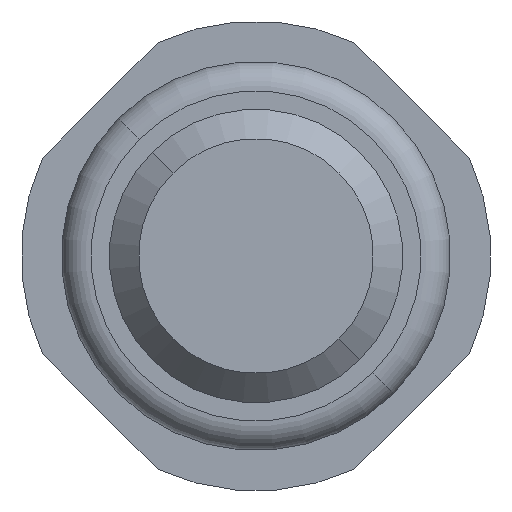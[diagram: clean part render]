
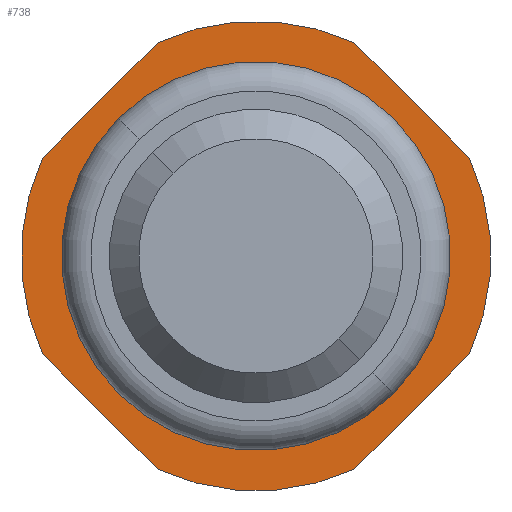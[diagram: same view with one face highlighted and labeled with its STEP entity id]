
A CAD part, front view. The second image highlights one B-rep face of the part: STEP entity #738.
In plain terms, the highlighted planar face has unit normal (0, -1, 0).
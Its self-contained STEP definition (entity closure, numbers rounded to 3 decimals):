
#155 = DIRECTION ( 'NONE',  ( 0., 1., 0. ) ) ;
#302 = CARTESIAN_POINT ( 'NONE',  ( 0., -2., 0. ) ) ;
#329 = DIRECTION ( 'NONE',  ( 0., 1., 0. ) ) ;
#472 = DIRECTION ( 'NONE',  ( 0., 1., 0. ) ) ;
#556 = CARTESIAN_POINT ( 'NONE',  ( 2.192, -2., 0.071 ) ) ;
#587 = DIRECTION ( 'NONE',  ( 0., 1., 0. ) ) ;
#618 = DIRECTION ( 'NONE',  ( -0.707, 0., 0.707 ) ) ;
#702 = CARTESIAN_POINT ( 'NONE',  ( 0.667, -2., -1.454 ) ) ;
#738 = ADVANCED_FACE ( 'Defeature ausgef�hrt3_8', ( #3537, #2042 ), #3666, .F. ) ;
#878 = CARTESIAN_POINT ( 'NONE',  ( 0., -2., 0. ) ) ;
#1113 = ORIENTED_EDGE ( 'NONE', *, *, #3575, .F. ) ;
#1146 = ORIENTED_EDGE ( 'NONE', *, *, #3091, .F. ) ;
#1186 = VECTOR ( 'NONE', #4125, 1000. ) ;
#1195 = DIRECTION ( 'NONE',  ( 0.707, 0., -0.707 ) ) ;
#1286 = VERTEX_POINT ( 'NONE', #2066 ) ;
#1294 = CARTESIAN_POINT ( 'NONE',  ( 0.071, -2., 2.192 ) ) ;
#1302 = CIRCLE ( 'NONE', #2899, 1.6 ) ;
#1330 = DIRECTION ( 'NONE',  ( -0.707, 0., 0.707 ) ) ;
#1412 = CARTESIAN_POINT ( 'NONE',  ( 0.667, -2., 1.454 ) ) ;
#1526 = CARTESIAN_POINT ( 'NONE',  ( -1.454, -2., 0.667 ) ) ;
#1573 = AXIS2_PLACEMENT_3D ( 'NONE', #3340, #472, #2290 ) ;
#1606 = VERTEX_POINT ( 'NONE', #2749 ) ;
#1643 = CARTESIAN_POINT ( 'NONE',  ( -1.061, -2., -1.061 ) ) ;
#1648 = EDGE_CURVE ( 'Defeature ausgef�hrt3_8+Defeature ausgef�hrt3_10+Defeature ausgef�hrt3_10+Defeature ausgef�hrt3_10', #2581, #4387, #4265, .T. ) ;
#1692 = LINE ( 'NONE', #1294, #4600 ) ;
#1939 = VERTEX_POINT ( 'NONE', #2619 ) ;
#1954 = VERTEX_POINT ( 'NONE', #4292 ) ;
#1956 = EDGE_CURVE ( 'Defeature ausgef�hrt3_6+Defeature ausgef�hrt3_8+Defeature ausgef�hrt3_13+Defeature ausgef�hrt3_14', #1606, #4555, #1302, .T. ) ;
#1987 = DIRECTION ( 'NONE',  ( 0.707, 0., 0.707 ) ) ;
#2042 = FACE_OUTER_BOUND ( 'NONE', #3401, .T. ) ;
#2047 = AXIS2_PLACEMENT_3D ( 'NONE', #2560, #3960, #3992 ) ;
#2066 = CARTESIAN_POINT ( 'NONE',  ( -0.667, -2., -1.454 ) ) ;
#2133 = ORIENTED_EDGE ( 'NONE', *, *, #4502, .F. ) ;
#2146 = CARTESIAN_POINT ( 'NONE',  ( 1.454, -2., -0.667 ) ) ;
#2181 = VERTEX_POINT ( 'NONE', #1412 ) ;
#2210 = DIRECTION ( 'NONE',  ( 0., 1., 0. ) ) ;
#2223 = AXIS2_PLACEMENT_3D ( 'NONE', #3403, #155, #2683 ) ;
#2234 = VERTEX_POINT ( 'NONE', #2146 ) ;
#2290 = DIRECTION ( 'NONE',  ( -0.707, 0., 0.707 ) ) ;
#2409 = EDGE_CURVE ( 'Defeature ausgef�hrt3_13+Defeature ausgef�hrt3_8+Defeature ausgef�hrt3_7+Defeature ausgef�hrt3_6', #1286, #1606, #2762, .T. ) ;
#2436 = AXIS2_PLACEMENT_3D ( 'NONE', #3085, #587, #618 ) ;
#2473 = CARTESIAN_POINT ( 'NONE',  ( -0.937, -2., 0.937 ) ) ;
#2538 = LINE ( 'NONE', #556, #1186 ) ;
#2560 = CARTESIAN_POINT ( 'NONE',  ( 0., -2., 0. ) ) ;
#2581 = VERTEX_POINT ( 'NONE', #2473 ) ;
#2619 = CARTESIAN_POINT ( 'NONE',  ( -0.667, -2., 1.454 ) ) ;
#2683 = DIRECTION ( 'NONE',  ( -0.707, 0., 0.707 ) ) ;
#2749 = CARTESIAN_POINT ( 'NONE',  ( -1.454, -2., -0.667 ) ) ;
#2762 = LINE ( 'NONE', #1643, #3424 ) ;
#2768 = AXIS2_PLACEMENT_3D ( 'NONE', #302, #329, #3161 ) ;
#2899 = AXIS2_PLACEMENT_3D ( 'NONE', #4393, #2210, #2939 ) ;
#2935 = AXIS2_PLACEMENT_3D ( 'NONE', #878, #3009, #3714 ) ;
#2939 = DIRECTION ( 'NONE',  ( -0.707, 0., 0.707 ) ) ;
#3003 = EDGE_CURVE ( 'Defeature ausgef�hrt3_7+Defeature ausgef�hrt3_8+Defeature ausgef�hrt3_12+Defeature ausgef�hrt3_13', #3786, #1286, #3366, .T. ) ;
#3009 = DIRECTION ( 'NONE',  ( 0., 1., 0. ) ) ;
#3085 = CARTESIAN_POINT ( 'NONE',  ( 0., -2., 0. ) ) ;
#3091 = EDGE_CURVE ( 'Defeature ausgef�hrt3_5+Defeature ausgef�hrt3_8+Defeature ausgef�hrt3_14+Defeature ausgef�hrt3_15', #1939, #2181, #3142, .T. ) ;
#3124 = EDGE_CURVE ( 'Defeature ausgef�hrt3_12+Defeature ausgef�hrt3_8+Defeature ausgef�hrt3_4+Defeature ausgef�hrt3_7', #2234, #3786, #2538, .T. ) ;
#3129 = ORIENTED_EDGE ( 'NONE', *, *, #4392, .T. ) ;
#3142 = CIRCLE ( 'NONE', #2935, 1.6 ) ;
#3161 = DIRECTION ( 'NONE',  ( -0.707, 0., 0.707 ) ) ;
#3243 = CIRCLE ( 'NONE', #2223, 1.6 ) ;
#3263 = CARTESIAN_POINT ( 'NONE',  ( 0.937, -2., -0.937 ) ) ;
#3340 = CARTESIAN_POINT ( 'NONE',  ( 1.131, -2., 1.131 ) ) ;
#3355 = ORIENTED_EDGE ( 'NONE', *, *, #1648, .T. ) ;
#3366 = CIRCLE ( 'NONE', #2768, 1.6 ) ;
#3401 = EDGE_LOOP ( 'NONE', ( #2133, #1146, #3855, #3460, #4346, #4505, #4462, #1113 ) ) ;
#3403 = CARTESIAN_POINT ( 'NONE',  ( 0., -2., 0. ) ) ;
#3424 = VECTOR ( 'NONE', #1330, 1000. ) ;
#3460 = ORIENTED_EDGE ( 'NONE', *, *, #1956, .F. ) ;
#3537 = FACE_BOUND ( 'NONE', #4272, .T. ) ;
#3575 = EDGE_CURVE ( 'Defeature ausgef�hrt3_4+Defeature ausgef�hrt3_8+Defeature ausgef�hrt3_15+Defeature ausgef�hrt3_12', #1954, #2234, #3243, .T. ) ;
#3589 = CIRCLE ( 'NONE', #2047, 1.325 ) ;
#3666 = PLANE ( 'NONE',  #1573 ) ;
#3714 = DIRECTION ( 'NONE',  ( -0.707, 0., 0.707 ) ) ;
#3786 = VERTEX_POINT ( 'NONE', #702 ) ;
#3855 = ORIENTED_EDGE ( 'NONE', *, *, #4106, .F. ) ;
#3960 = DIRECTION ( 'NONE',  ( 0., 1., 0. ) ) ;
#3992 = DIRECTION ( 'NONE',  ( -0.707, 0., 0.707 ) ) ;
#4106 = EDGE_CURVE ( 'Defeature ausgef�hrt3_14+Defeature ausgef�hrt3_8+Defeature ausgef�hrt3_6+Defeature ausgef�hrt3_5', #4555, #1939, #1692, .T. ) ;
#4125 = DIRECTION ( 'NONE',  ( -0.707, 0., -0.707 ) ) ;
#4265 = CIRCLE ( 'NONE', #2436, 1.325 ) ;
#4272 = EDGE_LOOP ( 'NONE', ( #3355, #3129 ) ) ;
#4292 = CARTESIAN_POINT ( 'NONE',  ( 1.454, -2., 0.667 ) ) ;
#4310 = LINE ( 'NONE', #4432, #4493 ) ;
#4346 = ORIENTED_EDGE ( 'NONE', *, *, #2409, .F. ) ;
#4387 = VERTEX_POINT ( 'NONE', #3263 ) ;
#4392 = EDGE_CURVE ( 'Defeature ausgef�hrt3_8+Defeature ausgef�hrt3_10+Defeature ausgef�hrt3_10+Defeature ausgef�hrt3_10', #4387, #2581, #3589, .T. ) ;
#4393 = CARTESIAN_POINT ( 'NONE',  ( 0., -2., 0. ) ) ;
#4432 = CARTESIAN_POINT ( 'NONE',  ( 1.061, -2., 1.061 ) ) ;
#4462 = ORIENTED_EDGE ( 'NONE', *, *, #3124, .F. ) ;
#4493 = VECTOR ( 'NONE', #1195, 1000. ) ;
#4502 = EDGE_CURVE ( 'Defeature ausgef�hrt3_15+Defeature ausgef�hrt3_8+Defeature ausgef�hrt3_5+Defeature ausgef�hrt3_4', #2181, #1954, #4310, .T. ) ;
#4505 = ORIENTED_EDGE ( 'NONE', *, *, #3003, .F. ) ;
#4555 = VERTEX_POINT ( 'NONE', #1526 ) ;
#4600 = VECTOR ( 'NONE', #1987, 1000. ) ;
